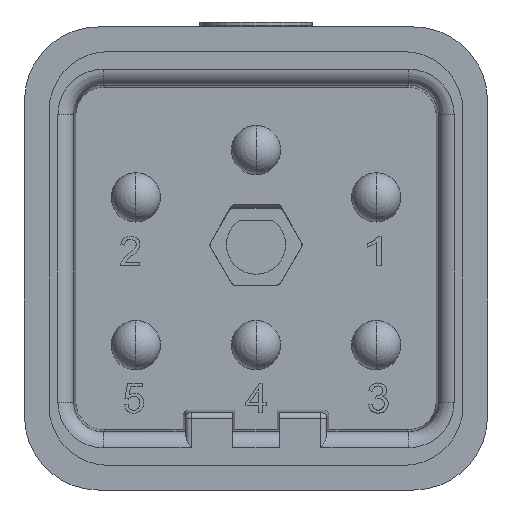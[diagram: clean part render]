
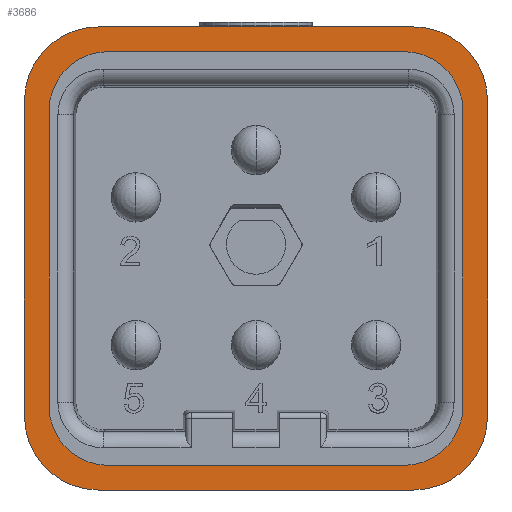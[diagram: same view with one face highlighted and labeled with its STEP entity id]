
A CAD part, front view. The second image highlights one B-rep face of the part: STEP entity #3686.
In plain terms, the highlighted planar face has unit normal (0, -1, 0).
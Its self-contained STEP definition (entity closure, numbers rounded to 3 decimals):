
#235=CIRCLE('',#15646,3.75);
#236=CIRCLE('',#15647,3.75);
#237=CIRCLE('',#15648,3.75);
#238=CIRCLE('',#15649,3.75);
#239=CIRCLE('',#15650,3.);
#240=CIRCLE('',#15651,3.);
#241=CIRCLE('',#15652,3.);
#242=CIRCLE('',#15653,3.);
#579=FACE_BOUND('',#5793,.T.);
#580=FACE_BOUND('',#5794,.T.);
#1354=LINE('',#23834,#2617);
#1364=LINE('',#23861,#2627);
#1365=LINE('',#23865,#2628);
#1366=LINE('',#23869,#2629);
#1367=LINE('',#23873,#2630);
#1368=LINE('',#23877,#2631);
#1369=LINE('',#23881,#2632);
#1370=LINE('',#23886,#2633);
#2617=VECTOR('',#17654,1.);
#2627=VECTOR('',#17674,1.);
#2628=VECTOR('',#17677,1.);
#2629=VECTOR('',#17680,1.);
#2630=VECTOR('',#17683,1.);
#2631=VECTOR('',#17686,1.);
#2632=VECTOR('',#17689,1.);
#2633=VECTOR('',#17694,1.);
#3686=ADVANCED_FACE('',(#579,#580),#4441,.T.);
#4441=PLANE('',#15654);
#5793=EDGE_LOOP('',(#7841,#7842,#7843,#7844,#7845,#7846,#7847,#7848));
#5794=EDGE_LOOP('',(#7849,#7850,#7851,#7852,#7853,#7854,#7855,#7856));
#7841=ORIENTED_EDGE('',*,*,#13321,.F.);
#7842=ORIENTED_EDGE('',*,*,#13322,.T.);
#7843=ORIENTED_EDGE('',*,*,#13323,.F.);
#7844=ORIENTED_EDGE('',*,*,#13324,.T.);
#7845=ORIENTED_EDGE('',*,*,#13325,.F.);
#7846=ORIENTED_EDGE('',*,*,#13326,.T.);
#7847=ORIENTED_EDGE('',*,*,#13327,.F.);
#7848=ORIENTED_EDGE('',*,*,#13328,.T.);
#7849=ORIENTED_EDGE('',*,*,#13329,.F.);
#7850=ORIENTED_EDGE('',*,*,#13330,.T.);
#7851=ORIENTED_EDGE('',*,*,#13331,.F.);
#7852=ORIENTED_EDGE('',*,*,#13332,.T.);
#7853=ORIENTED_EDGE('',*,*,#13333,.F.);
#7854=ORIENTED_EDGE('',*,*,#13309,.T.);
#7855=ORIENTED_EDGE('',*,*,#13334,.F.);
#7856=ORIENTED_EDGE('',*,*,#13335,.T.);
#11603=VERTEX_POINT('',#23828);
#11606=VERTEX_POINT('',#23833);
#11617=VERTEX_POINT('',#23859);
#11618=VERTEX_POINT('',#23860);
#11619=VERTEX_POINT('',#23862);
#11620=VERTEX_POINT('',#23864);
#11621=VERTEX_POINT('',#23866);
#11622=VERTEX_POINT('',#23868);
#11623=VERTEX_POINT('',#23870);
#11624=VERTEX_POINT('',#23872);
#11625=VERTEX_POINT('',#23875);
#11626=VERTEX_POINT('',#23876);
#11627=VERTEX_POINT('',#23878);
#11628=VERTEX_POINT('',#23880);
#11629=VERTEX_POINT('',#23882);
#11630=VERTEX_POINT('',#23885);
#13309=EDGE_CURVE('',#11603,#11606,#1354,.T.);
#13321=EDGE_CURVE('',#11617,#11618,#235,.T.);
#13322=EDGE_CURVE('',#11617,#11619,#1364,.T.);
#13323=EDGE_CURVE('',#11620,#11619,#236,.T.);
#13324=EDGE_CURVE('',#11620,#11621,#1365,.T.);
#13325=EDGE_CURVE('',#11622,#11621,#237,.T.);
#13326=EDGE_CURVE('',#11622,#11623,#1366,.T.);
#13327=EDGE_CURVE('',#11624,#11623,#238,.T.);
#13328=EDGE_CURVE('',#11624,#11618,#1367,.T.);
#13329=EDGE_CURVE('',#11625,#11626,#239,.T.);
#13330=EDGE_CURVE('',#11625,#11627,#1368,.T.);
#13331=EDGE_CURVE('',#11628,#11627,#240,.T.);
#13332=EDGE_CURVE('',#11628,#11629,#1369,.T.);
#13333=EDGE_CURVE('',#11603,#11629,#241,.T.);
#13334=EDGE_CURVE('',#11630,#11606,#242,.T.);
#13335=EDGE_CURVE('',#11630,#11626,#1370,.T.);
#15646=AXIS2_PLACEMENT_3D('',#23858,#17672,#17673);
#15647=AXIS2_PLACEMENT_3D('',#23863,#17675,#17676);
#15648=AXIS2_PLACEMENT_3D('',#23867,#17678,#17679);
#15649=AXIS2_PLACEMENT_3D('',#23871,#17681,#17682);
#15650=AXIS2_PLACEMENT_3D('',#23874,#17684,#17685);
#15651=AXIS2_PLACEMENT_3D('',#23879,#17687,#17688);
#15652=AXIS2_PLACEMENT_3D('',#23883,#17690,#17691);
#15653=AXIS2_PLACEMENT_3D('',#23884,#17692,#17693);
#15654=AXIS2_PLACEMENT_3D('',#23887,#17695,#17696);
#17654=DIRECTION('',(1.,0.,0.));
#17672=DIRECTION('',(0.,1.,0.));
#17673=DIRECTION('',(-1.,0.,0.));
#17674=DIRECTION('',(0.,0.,-1.));
#17675=DIRECTION('',(0.,1.,0.));
#17676=DIRECTION('',(0.,0.,-1.));
#17677=DIRECTION('',(1.,0.,0.));
#17678=DIRECTION('',(0.,1.,0.));
#17679=DIRECTION('',(1.,0.,0.));
#17680=DIRECTION('',(0.,0.,1.));
#17681=DIRECTION('',(0.,1.,0.));
#17682=DIRECTION('',(0.,0.,1.));
#17683=DIRECTION('',(-1.,0.,0.));
#17684=DIRECTION('',(0.,-1.,0.));
#17685=DIRECTION('',(0.,0.,-1.));
#17686=DIRECTION('',(-1.,0.,0.));
#17687=DIRECTION('',(0.,-1.,0.));
#17688=DIRECTION('',(-1.,0.,0.));
#17689=DIRECTION('',(0.,0.,1.));
#17690=DIRECTION('',(0.,-1.,0.));
#17691=DIRECTION('',(0.,0.,1.));
#17692=DIRECTION('',(0.,-1.,0.));
#17693=DIRECTION('',(1.,0.,0.));
#17694=DIRECTION('',(0.,0.,-1.));
#17695=DIRECTION('',(0.,-1.,0.));
#17696=DIRECTION('',(0.,0.,1.));
#23828=CARTESIAN_POINT('',(-7.5,4.05,10.5));
#23833=CARTESIAN_POINT('',(7.5,4.05,10.5));
#23834=CARTESIAN_POINT('',(-7.5,4.05,10.5));
#23858=CARTESIAN_POINT('',(-8.,4.05,8.));
#23859=CARTESIAN_POINT('',(-11.75,4.05,8.));
#23860=CARTESIAN_POINT('',(-8.,4.05,11.75));
#23861=CARTESIAN_POINT('',(-11.75,4.05,8.));
#23862=CARTESIAN_POINT('',(-11.75,4.05,-8.));
#23863=CARTESIAN_POINT('',(-8.,4.05,-8.));
#23864=CARTESIAN_POINT('',(-8.,4.05,-11.75));
#23865=CARTESIAN_POINT('',(-8.,4.05,-11.75));
#23866=CARTESIAN_POINT('',(8.,4.05,-11.75));
#23867=CARTESIAN_POINT('',(8.,4.05,-8.));
#23868=CARTESIAN_POINT('',(11.75,4.05,-8.));
#23869=CARTESIAN_POINT('',(11.75,4.05,-8.));
#23870=CARTESIAN_POINT('',(11.75,4.05,8.));
#23871=CARTESIAN_POINT('',(8.,4.05,8.));
#23872=CARTESIAN_POINT('',(8.,4.05,11.75));
#23873=CARTESIAN_POINT('',(8.,4.05,11.75));
#23874=CARTESIAN_POINT('',(7.5,4.05,-7.5));
#23875=CARTESIAN_POINT('',(7.5,4.05,-10.5));
#23876=CARTESIAN_POINT('',(10.5,4.05,-7.5));
#23877=CARTESIAN_POINT('',(7.5,4.05,-10.5));
#23878=CARTESIAN_POINT('',(-7.5,4.05,-10.5));
#23879=CARTESIAN_POINT('',(-7.5,4.05,-7.5));
#23880=CARTESIAN_POINT('',(-10.5,4.05,-7.5));
#23881=CARTESIAN_POINT('',(-10.5,4.05,-7.5));
#23882=CARTESIAN_POINT('',(-10.5,4.05,7.5));
#23883=CARTESIAN_POINT('',(-7.5,4.05,7.5));
#23884=CARTESIAN_POINT('',(7.5,4.05,7.5));
#23885=CARTESIAN_POINT('',(10.5,4.05,7.5));
#23886=CARTESIAN_POINT('',(10.5,4.05,7.5));
#23887=CARTESIAN_POINT('',(0.,4.05,10.72));
